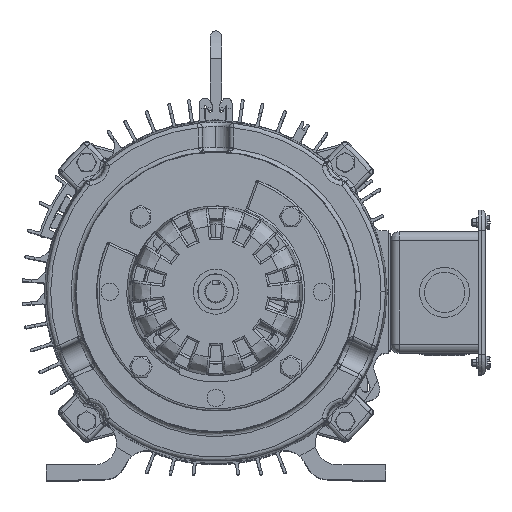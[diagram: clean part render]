
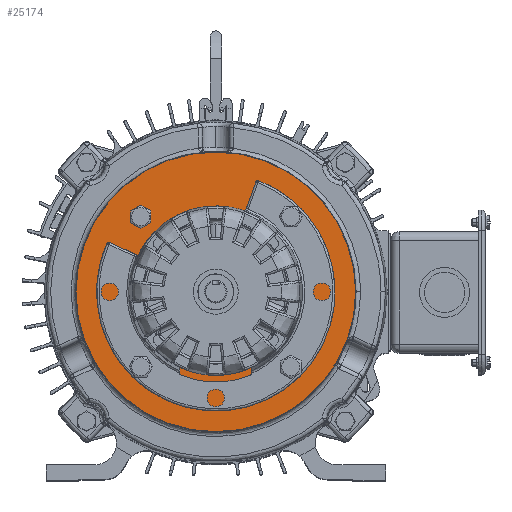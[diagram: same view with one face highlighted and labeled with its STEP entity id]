
A CAD part, top view. The second image highlights one B-rep face of the part: STEP entity #25174.
In plain terms, the highlighted planar face has unit normal (0, 0, 1).
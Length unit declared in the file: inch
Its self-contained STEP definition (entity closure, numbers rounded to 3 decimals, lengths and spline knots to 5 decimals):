
#2232 = DIRECTION ( 'NONE',  ( 0., 0., 1. ) ) ;
#2695 = DIRECTION ( 'NONE',  ( 0., 0., -1. ) ) ;
#3322 = AXIS2_PLACEMENT_3D ( 'NONE', #160987, #64782, #80636 ) ;
#3743 = CARTESIAN_POINT ( 'NONE',  ( 0., 0., 1.1617 ) ) ;
#3840 = ORIENTED_EDGE ( 'NONE', *, *, #99507, .F. ) ;
#4693 = CARTESIAN_POINT ( 'NONE',  ( -1.92113, 2.07713, 1.1617 ) ) ;
#4717 = DIRECTION ( 'NONE',  ( 1., 0., 0. ) ) ;
#6850 = DIRECTION ( 'NONE',  ( 1., 0., 0. ) ) ;
#7250 = CARTESIAN_POINT ( 'NONE',  ( 2.24925, 0., 1.1617 ) ) ;
#11300 = FACE_OUTER_BOUND ( 'NONE', #73726, .T. ) ;
#11381 = ORIENTED_EDGE ( 'NONE', *, *, #125188, .F. ) ;
#12876 = CARTESIAN_POINT ( 'NONE',  ( -2.07713, 2.07713, 1.1617 ) ) ;
#13550 = CIRCLE ( 'NONE', #163199, 0.156 ) ;
#14250 = CARTESIAN_POINT ( 'NONE',  ( 0., 0., 1.1617 ) ) ;
#14444 = CARTESIAN_POINT ( 'NONE',  ( 1.92113, 2.07713, 1.1617 ) ) ;
#14701 = CARTESIAN_POINT ( 'NONE',  ( -2.07713, -2.07713, 1.1617 ) ) ;
#19016 = CARTESIAN_POINT ( 'NONE',  ( 3.87113, 0., 1.1617 ) ) ;
#19538 = VERTEX_POINT ( 'NONE', #117580 ) ;
#20070 = ORIENTED_EDGE ( 'NONE', *, *, #106627, .F. ) ;
#22336 = CIRCLE ( 'NONE', #54153, 0.156 ) ;
#24208 = VERTEX_POINT ( 'NONE', #97568 ) ;
#25174 = ADVANCED_FACE ( 'NONE', ( #51216, #11300, #93176, #168757, #42757, #82764 ), #137042, .F. ) ;
#27518 = CIRCLE ( 'NONE', #140534, 0.156 ) ;
#29180 = CARTESIAN_POINT ( 'NONE',  ( -2.07713, 2.07713, 1.1617 ) ) ;
#32613 = CARTESIAN_POINT ( 'NONE',  ( 2.07713, -2.07713, 1.1617 ) ) ;
#35048 = VERTEX_POINT ( 'NONE', #14444 ) ;
#36182 = VERTEX_POINT ( 'NONE', #19016 ) ;
#36758 = CARTESIAN_POINT ( 'NONE',  ( 0., 0., 1.1617 ) ) ;
#38838 = EDGE_CURVE ( 'NONE', #90466, #159629, #22336, .T. ) ;
#41223 = DIRECTION ( 'NONE',  ( 0., 0., 1. ) ) ;
#42757 = FACE_BOUND ( 'NONE', #111421, .T. ) ;
#43005 = EDGE_LOOP ( 'NONE', ( #47972, #90132 ) ) ;
#44269 = VERTEX_POINT ( 'NONE', #88051 ) ;
#46189 = CIRCLE ( 'NONE', #157402, 0.156 ) ;
#46345 = EDGE_CURVE ( 'NONE', #19538, #35048, #47784, .T. ) ;
#47784 = CIRCLE ( 'NONE', #3322, 0.156 ) ;
#47972 = ORIENTED_EDGE ( 'NONE', *, *, #46345, .F. ) ;
#50443 = CIRCLE ( 'NONE', #90240, 0.156 ) ;
#51216 = FACE_BOUND ( 'NONE', #122117, .T. ) ;
#53603 = VERTEX_POINT ( 'NONE', #120733 ) ;
#54153 = AXIS2_PLACEMENT_3D ( 'NONE', #14701, #108690, #4717 ) ;
#54276 = AXIS2_PLACEMENT_3D ( 'NONE', #36758, #64303, #91377 ) ;
#55475 = EDGE_CURVE ( 'NONE', #165079, #166984, #56586, .T. ) ;
#56129 = DIRECTION ( 'NONE',  ( 1., 0., 0. ) ) ;
#56586 = CIRCLE ( 'NONE', #57230, 2.24925 ) ;
#57230 = AXIS2_PLACEMENT_3D ( 'NONE', #125080, #58115, #73439 ) ;
#57668 = EDGE_CURVE ( 'NONE', #122855, #24208, #13550, .T. ) ;
#58115 = DIRECTION ( 'NONE',  ( 0., 0., 1. ) ) ;
#63907 = ORIENTED_EDGE ( 'NONE', *, *, #38838, .F. ) ;
#64303 = DIRECTION ( 'NONE',  ( 0., 0., -1. ) ) ;
#64338 = ORIENTED_EDGE ( 'NONE', *, *, #108991, .F. ) ;
#64782 = DIRECTION ( 'NONE',  ( 0., 0., 1. ) ) ;
#67976 = AXIS2_PLACEMENT_3D ( 'NONE', #83106, #2695, #137610 ) ;
#71980 = CIRCLE ( 'NONE', #101139, 2.24925 ) ;
#73439 = DIRECTION ( 'NONE',  ( 1., 0., 0. ) ) ;
#73726 = EDGE_LOOP ( 'NONE', ( #20070, #113397 ) ) ;
#76293 = DIRECTION ( 'NONE',  ( 1., 0., 0. ) ) ;
#79626 = VERTEX_POINT ( 'NONE', #4693 ) ;
#80636 = DIRECTION ( 'NONE',  ( 1., 0., 0. ) ) ;
#80792 = ORIENTED_EDGE ( 'NONE', *, *, #146899, .F. ) ;
#82764 = FACE_BOUND ( 'NONE', #43005, .T. ) ;
#83106 = CARTESIAN_POINT ( 'NONE',  ( 0., 4.5734, 1.1617 ) ) ;
#84797 = AXIS2_PLACEMENT_3D ( 'NONE', #129669, #156685, #76293 ) ;
#85423 = CARTESIAN_POINT ( 'NONE',  ( -2.24925, 0., 1.1617 ) ) ;
#85980 = CARTESIAN_POINT ( 'NONE',  ( 2.23313, -2.07713, 1.1617 ) ) ;
#86051 = DIRECTION ( 'NONE',  ( 0., 0., 1. ) ) ;
#87898 = CARTESIAN_POINT ( 'NONE',  ( 2.07713, 2.07713, 1.1617 ) ) ;
#88051 = CARTESIAN_POINT ( 'NONE',  ( -3.87113, 0., 1.1617 ) ) ;
#88206 = DIRECTION ( 'NONE',  ( 0., 0., -1. ) ) ;
#90132 = ORIENTED_EDGE ( 'NONE', *, *, #122262, .F. ) ;
#90240 = AXIS2_PLACEMENT_3D ( 'NONE', #12876, #93336, #106879 ) ;
#90466 = VERTEX_POINT ( 'NONE', #99721 ) ;
#91377 = DIRECTION ( 'NONE',  ( 1., 0., 0. ) ) ;
#93176 = FACE_BOUND ( 'NONE', #105285, .T. ) ;
#93336 = DIRECTION ( 'NONE',  ( 0., 0., 1. ) ) ;
#96207 = CARTESIAN_POINT ( 'NONE',  ( -2.23313, -2.07713, 1.1617 ) ) ;
#97568 = CARTESIAN_POINT ( 'NONE',  ( 1.92113, -2.07713, 1.1617 ) ) ;
#99507 = EDGE_CURVE ( 'NONE', #24208, #122855, #46189, .T. ) ;
#99598 = DIRECTION ( 'NONE',  ( 1., 0., 0. ) ) ;
#99721 = CARTESIAN_POINT ( 'NONE',  ( -1.92113, -2.07713, 1.1617 ) ) ;
#101139 = AXIS2_PLACEMENT_3D ( 'NONE', #14250, #41223, #110534 ) ;
#101434 = DIRECTION ( 'NONE',  ( 0., 0., 1. ) ) ;
#105285 = EDGE_LOOP ( 'NONE', ( #64338, #127783 ) ) ;
#106048 = DIRECTION ( 'NONE',  ( 0., 0., 1. ) ) ;
#106620 = DIRECTION ( 'NONE',  ( 1., 0., 0. ) ) ;
#106627 = EDGE_CURVE ( 'NONE', #36182, #44269, #168959, .T. ) ;
#106879 = DIRECTION ( 'NONE',  ( 1., 0., 0. ) ) ;
#108690 = DIRECTION ( 'NONE',  ( 0., 0., 1. ) ) ;
#108991 = EDGE_CURVE ( 'NONE', #166984, #165079, #71980, .T. ) ;
#110534 = DIRECTION ( 'NONE',  ( 1., 0., 0. ) ) ;
#111421 = EDGE_LOOP ( 'NONE', ( #169198, #3840 ) ) ;
#112190 = EDGE_LOOP ( 'NONE', ( #63907, #11381 ) ) ;
#113397 = ORIENTED_EDGE ( 'NONE', *, *, #166728, .F. ) ;
#115497 = ORIENTED_EDGE ( 'NONE', *, *, #123550, .F. ) ;
#117128 = CIRCLE ( 'NONE', #54276, 3.87113 ) ;
#117580 = CARTESIAN_POINT ( 'NONE',  ( 2.23313, 2.07713, 1.1617 ) ) ;
#120733 = CARTESIAN_POINT ( 'NONE',  ( -2.23313, 2.07713, 1.1617 ) ) ;
#122117 = EDGE_LOOP ( 'NONE', ( #115497, #80792 ) ) ;
#122262 = EDGE_CURVE ( 'NONE', #35048, #19538, #27518, .T. ) ;
#122855 = VERTEX_POINT ( 'NONE', #85980 ) ;
#123542 = CIRCLE ( 'NONE', #84797, 0.156 ) ;
#123550 = EDGE_CURVE ( 'NONE', #79626, #53603, #50443, .T. ) ;
#125080 = CARTESIAN_POINT ( 'NONE',  ( 0., 0., 1.1617 ) ) ;
#125188 = EDGE_CURVE ( 'NONE', #159629, #90466, #123542, .T. ) ;
#127783 = ORIENTED_EDGE ( 'NONE', *, *, #55475, .F. ) ;
#129669 = CARTESIAN_POINT ( 'NONE',  ( -2.07713, -2.07713, 1.1617 ) ) ;
#132267 = AXIS2_PLACEMENT_3D ( 'NONE', #29180, #2232, #56129 ) ;
#132946 = CARTESIAN_POINT ( 'NONE',  ( 2.07713, -2.07713, 1.1617 ) ) ;
#134846 = CIRCLE ( 'NONE', #132267, 0.156 ) ;
#137042 = PLANE ( 'NONE',  #67976 ) ;
#137610 = DIRECTION ( 'NONE',  ( -1., 0., 0. ) ) ;
#140534 = AXIS2_PLACEMENT_3D ( 'NONE', #87898, #101434, #6850 ) ;
#146899 = EDGE_CURVE ( 'NONE', #53603, #79626, #134846, .T. ) ;
#148463 = DIRECTION ( 'NONE',  ( 1., 0., 0. ) ) ;
#156685 = DIRECTION ( 'NONE',  ( 0., 0., 1. ) ) ;
#157402 = AXIS2_PLACEMENT_3D ( 'NONE', #132946, #106048, #106620 ) ;
#159145 = AXIS2_PLACEMENT_3D ( 'NONE', #3743, #88206, #148463 ) ;
#159629 = VERTEX_POINT ( 'NONE', #96207 ) ;
#160987 = CARTESIAN_POINT ( 'NONE',  ( 2.07713, 2.07713, 1.1617 ) ) ;
#163199 = AXIS2_PLACEMENT_3D ( 'NONE', #32613, #86051, #99598 ) ;
#165079 = VERTEX_POINT ( 'NONE', #85423 ) ;
#166728 = EDGE_CURVE ( 'NONE', #44269, #36182, #117128, .T. ) ;
#166984 = VERTEX_POINT ( 'NONE', #7250 ) ;
#168757 = FACE_BOUND ( 'NONE', #112190, .T. ) ;
#168959 = CIRCLE ( 'NONE', #159145, 3.87113 ) ;
#169198 = ORIENTED_EDGE ( 'NONE', *, *, #57668, .F. ) ;
